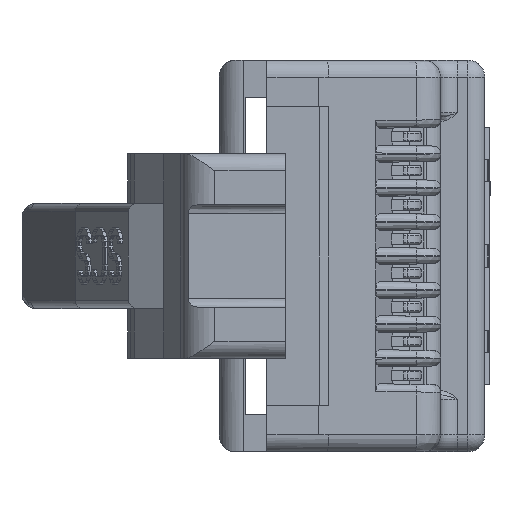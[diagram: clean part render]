
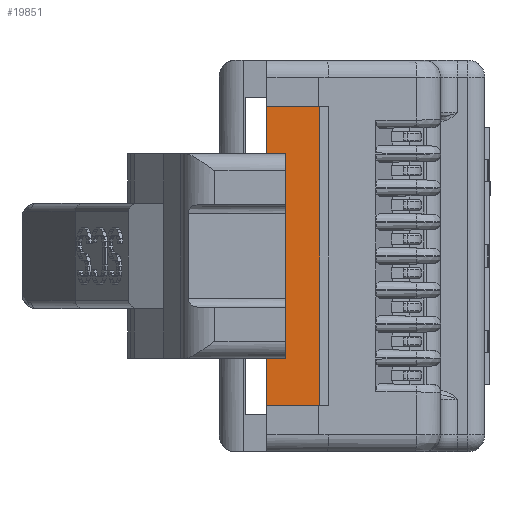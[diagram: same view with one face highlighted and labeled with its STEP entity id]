
A CAD part, left-side view. The second image highlights one B-rep face of the part: STEP entity #19851.
In plain terms, the highlighted face is planar.
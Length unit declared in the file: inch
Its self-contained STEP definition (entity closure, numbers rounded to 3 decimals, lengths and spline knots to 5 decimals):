
#166 = EDGE_CURVE ( 'NONE', #4015, #11053, #6941, .T. ) ;
#333 = LINE ( 'NONE', #1053, #13698 ) ;
#443 = DIRECTION ( 'NONE',  ( 1., 0., 0. ) ) ;
#903 = VERTEX_POINT ( 'NONE', #8550 ) ;
#1053 = CARTESIAN_POINT ( 'NONE',  ( 0.175, 0.038, 0.855 ) ) ;
#1255 = VECTOR ( 'NONE', #14657, 39.37008 ) ;
#1346 = LINE ( 'NONE', #20889, #19388 ) ;
#1648 = VECTOR ( 'NONE', #4757, 39.37008 ) ;
#2194 = LINE ( 'NONE', #9951, #1648 ) ;
#2727 = CARTESIAN_POINT ( 'NONE',  ( -0.12, 0.1, 0.855 ) ) ;
#3559 = FACE_OUTER_BOUND ( 'NONE', #20373, .T. ) ;
#3832 = CARTESIAN_POINT ( 'NONE',  ( 0.175, 0.038, 0.855 ) ) ;
#3980 = EDGE_CURVE ( 'NONE', #11722, #18116, #8949, .T. ) ;
#4015 = VERTEX_POINT ( 'NONE', #7668 ) ;
#4463 = ORIENTED_EDGE ( 'NONE', *, *, #13309, .T. ) ;
#4722 = DIRECTION ( 'NONE',  ( -1., 0., 0. ) ) ;
#4757 = DIRECTION ( 'NONE',  ( 0., 1., 0. ) ) ;
#5035 = LINE ( 'NONE', #9124, #19025 ) ;
#5211 = DIRECTION ( 'NONE',  ( -1., 0., 0. ) ) ;
#5744 = ORIENTED_EDGE ( 'NONE', *, *, #20172, .T. ) ;
#5773 = ORIENTED_EDGE ( 'NONE', *, *, #3980, .T. ) ;
#6941 = LINE ( 'NONE', #14922, #1255 ) ;
#6993 = EDGE_CURVE ( 'NONE', #12324, #11722, #1346, .T. ) ;
#7668 = CARTESIAN_POINT ( 'NONE',  ( 0.175, 0.038, 0.855 ) ) ;
#8343 = CARTESIAN_POINT ( 'NONE',  ( 0.12, 0.1, 0.855 ) ) ;
#8550 = CARTESIAN_POINT ( 'NONE',  ( -0.175, 0.1, 0.855 ) ) ;
#8949 = LINE ( 'NONE', #11043, #18842 ) ;
#9124 = CARTESIAN_POINT ( 'NONE',  ( 0.175, 0.078, 0.855 ) ) ;
#9195 = ORIENTED_EDGE ( 'NONE', *, *, #22185, .T. ) ;
#9662 = DIRECTION ( 'NONE',  ( 0., -1., 0. ) ) ;
#9858 = CARTESIAN_POINT ( 'NONE',  ( 0.12, 0.078, 0.855 ) ) ;
#9951 = CARTESIAN_POINT ( 'NONE',  ( -0.12, 0.038, 0.855 ) ) ;
#10844 = DIRECTION ( 'NONE',  ( 0., 0., 1. ) ) ;
#11043 = CARTESIAN_POINT ( 'NONE',  ( 0.12, 0.038, 0.855 ) ) ;
#11053 = VERTEX_POINT ( 'NONE', #21954 ) ;
#11460 = LINE ( 'NONE', #16999, #13939 ) ;
#11495 = DIRECTION ( 'NONE',  ( 0., 1., 0. ) ) ;
#11722 = VERTEX_POINT ( 'NONE', #8343 ) ;
#12214 = VECTOR ( 'NONE', #9662, 39.37008 ) ;
#12324 = VERTEX_POINT ( 'NONE', #21749 ) ;
#12753 = DIRECTION ( 'NONE',  ( 0., -1., 0. ) ) ;
#13141 = CARTESIAN_POINT ( 'NONE',  ( -0.175, 0.038, 0.855 ) ) ;
#13309 = EDGE_CURVE ( 'NONE', #903, #11053, #17419, .T. ) ;
#13698 = VECTOR ( 'NONE', #11495, 39.37008 ) ;
#13883 = VERTEX_POINT ( 'NONE', #2727 ) ;
#13939 = VECTOR ( 'NONE', #4722, 39.37008 ) ;
#14657 = DIRECTION ( 'NONE',  ( -1., 0., 0. ) ) ;
#14922 = CARTESIAN_POINT ( 'NONE',  ( 0.175, 0.038, 0.855 ) ) ;
#15584 = AXIS2_PLACEMENT_3D ( 'NONE', #3832, #10844, #443 ) ;
#16043 = EDGE_CURVE ( 'NONE', #18116, #17822, #5035, .T. ) ;
#16999 = CARTESIAN_POINT ( 'NONE',  ( 0.175, 0.1, 0.855 ) ) ;
#17419 = LINE ( 'NONE', #13141, #12214 ) ;
#17641 = CARTESIAN_POINT ( 'NONE',  ( -0.12, 0.078, 0.855 ) ) ;
#17822 = VERTEX_POINT ( 'NONE', #17641 ) ;
#18116 = VERTEX_POINT ( 'NONE', #9858 ) ;
#18288 = ORIENTED_EDGE ( 'NONE', *, *, #166, .F. ) ;
#18842 = VECTOR ( 'NONE', #12753, 39.37008 ) ;
#19025 = VECTOR ( 'NONE', #21395, 39.37008 ) ;
#19388 = VECTOR ( 'NONE', #5211, 39.37008 ) ;
#19498 = EDGE_CURVE ( 'NONE', #4015, #12324, #333, .T. ) ;
#19563 = ORIENTED_EDGE ( 'NONE', *, *, #19498, .T. ) ;
#19797 = ORIENTED_EDGE ( 'NONE', *, *, #16043, .T. ) ;
#19851 = ADVANCED_FACE ( 'NONE', ( #3559 ), #21344, .T. ) ;
#20172 = EDGE_CURVE ( 'NONE', #13883, #903, #11460, .T. ) ;
#20373 = EDGE_LOOP ( 'NONE', ( #18288, #19563, #21593, #5773, #19797, #9195, #5744, #4463 ) ) ;
#20889 = CARTESIAN_POINT ( 'NONE',  ( 0.175, 0.1, 0.855 ) ) ;
#21344 = PLANE ( 'NONE',  #15584 ) ;
#21395 = DIRECTION ( 'NONE',  ( -1., 0., 0. ) ) ;
#21593 = ORIENTED_EDGE ( 'NONE', *, *, #6993, .T. ) ;
#21749 = CARTESIAN_POINT ( 'NONE',  ( 0.175, 0.1, 0.855 ) ) ;
#21954 = CARTESIAN_POINT ( 'NONE',  ( -0.175, 0.038, 0.855 ) ) ;
#22185 = EDGE_CURVE ( 'NONE', #17822, #13883, #2194, .T. ) ;
